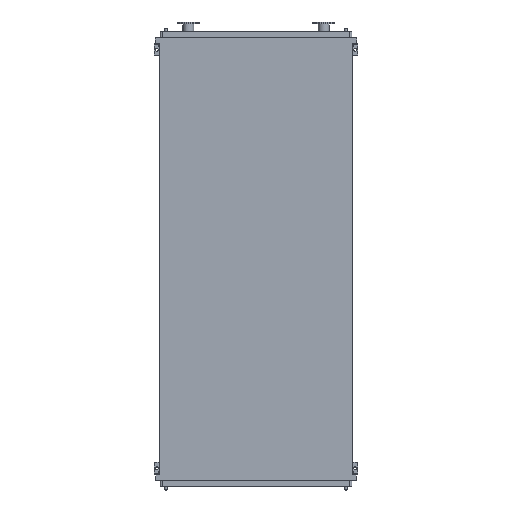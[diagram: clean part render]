
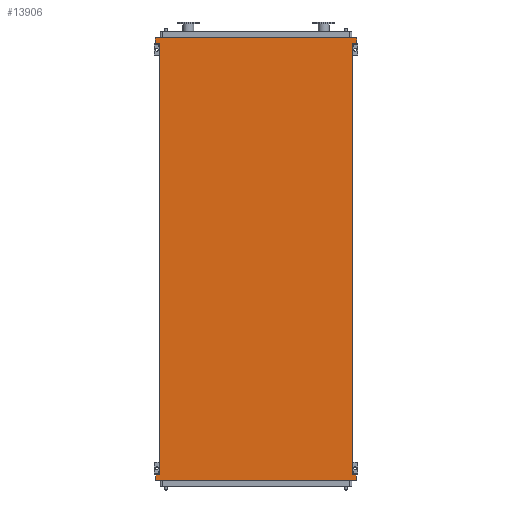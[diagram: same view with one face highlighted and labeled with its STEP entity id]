
A CAD part, front view. The second image highlights one B-rep face of the part: STEP entity #13906.
In plain terms, the highlighted planar face has unit normal (0, -1, 0).
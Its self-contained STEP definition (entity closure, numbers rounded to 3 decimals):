
#7 = DIRECTION ( 'NONE',  ( -1., 0., 0. ) ) ;
#218 = VERTEX_POINT ( 'NONE', #7564 ) ;
#611 = EDGE_CURVE ( 'NONE', #7877, #218, #16306, .T. ) ;
#852 = VERTEX_POINT ( 'NONE', #18182 ) ;
#899 = VERTEX_POINT ( 'NONE', #16837 ) ;
#1069 = EDGE_CURVE ( 'NONE', #15860, #899, #6789, .T. ) ;
#1452 = LINE ( 'NONE', #11735, #17306 ) ;
#1463 = DIRECTION ( 'NONE',  ( -0.655, 0., 0.755 ) ) ;
#1512 = CARTESIAN_POINT ( 'NONE',  ( 965., 0., -4250. ) ) ;
#1672 = LINE ( 'NONE', #19106, #16596 ) ;
#1734 = VECTOR ( 'NONE', #11829, 1000. ) ;
#1776 = VECTOR ( 'NONE', #10305, 1000. ) ;
#1996 = ORIENTED_EDGE ( 'NONE', *, *, #3422, .F. ) ;
#2001 = ORIENTED_EDGE ( 'NONE', *, *, #5711, .F. ) ;
#2200 = DIRECTION ( 'NONE',  ( 0.655, 0., 0.755 ) ) ;
#2307 = CARTESIAN_POINT ( 'NONE',  ( -1011., 0., 53. ) ) ;
#2462 = VERTEX_POINT ( 'NONE', #15282 ) ;
#2716 = DIRECTION ( 'NONE',  ( 0., 0., -1. ) ) ;
#2986 = LINE ( 'NONE', #18878, #14411 ) ;
#2991 = CARTESIAN_POINT ( 'NONE',  ( -965., 0., 0. ) ) ;
#3151 = CARTESIAN_POINT ( 'NONE',  ( -965., 0., -4250. ) ) ;
#3322 = DIRECTION ( 'NONE',  ( 0., -1., 0. ) ) ;
#3422 = EDGE_CURVE ( 'NONE', #17393, #7951, #12145, .T. ) ;
#3487 = ORIENTED_EDGE ( 'NONE', *, *, #17121, .F. ) ;
#3529 = ORIENTED_EDGE ( 'NONE', *, *, #9088, .F. ) ;
#4059 = ORIENTED_EDGE ( 'NONE', *, *, #9943, .F. ) ;
#4220 = CARTESIAN_POINT ( 'NONE',  ( 1011., 0., -4303. ) ) ;
#4829 = PLANE ( 'NONE',  #17766 ) ;
#5656 = ORIENTED_EDGE ( 'NONE', *, *, #17884, .T. ) ;
#5711 = EDGE_CURVE ( 'NONE', #9531, #2462, #18016, .T. ) ;
#5747 = ORIENTED_EDGE ( 'NONE', *, *, #10378, .F. ) ;
#6227 = LINE ( 'NONE', #13347, #1734 ) ;
#6347 = CARTESIAN_POINT ( 'NONE',  ( -965., 0., -4250. ) ) ;
#6684 = CARTESIAN_POINT ( 'NONE',  ( -1011., 0., -4303. ) ) ;
#6735 = LINE ( 'NONE', #4220, #1776 ) ;
#6789 = LINE ( 'NONE', #8321, #14221 ) ;
#7132 = CARTESIAN_POINT ( 'NONE',  ( 965., 0., -4250. ) ) ;
#7471 = CARTESIAN_POINT ( 'NONE',  ( -1011., 0., 95. ) ) ;
#7564 = CARTESIAN_POINT ( 'NONE',  ( 1011., 0., -4303. ) ) ;
#7572 = VECTOR ( 'NONE', #2200, 1000. ) ;
#7877 = VERTEX_POINT ( 'NONE', #14563 ) ;
#7887 = DIRECTION ( 'NONE',  ( 0., 0., -1. ) ) ;
#7951 = VERTEX_POINT ( 'NONE', #11777 ) ;
#8063 = LINE ( 'NONE', #6684, #7572 ) ;
#8122 = VERTEX_POINT ( 'NONE', #3151 ) ;
#8321 = CARTESIAN_POINT ( 'NONE',  ( 1011., 0., 53. ) ) ;
#8596 = DIRECTION ( 'NONE',  ( 1., 0., 0. ) ) ;
#8823 = DIRECTION ( 'NONE',  ( 0., 0., 1. ) ) ;
#8923 = VERTEX_POINT ( 'NONE', #11359 ) ;
#8955 = VECTOR ( 'NONE', #17486, 1000. ) ;
#9088 = EDGE_CURVE ( 'NONE', #8923, #15860, #1452, .T. ) ;
#9099 = EDGE_LOOP ( 'NONE', ( #5656, #13650, #3529, #17481, #19101, #1996, #4059, #5747, #3487, #2001, #15140, #9461 ) ) ;
#9113 = VECTOR ( 'NONE', #11345, 1000. ) ;
#9461 = ORIENTED_EDGE ( 'NONE', *, *, #611, .F. ) ;
#9531 = VERTEX_POINT ( 'NONE', #10227 ) ;
#9557 = CARTESIAN_POINT ( 'NONE',  ( -965., 0., 0. ) ) ;
#9843 = DIRECTION ( 'NONE',  ( -0.655, 0., -0.755 ) ) ;
#9943 = EDGE_CURVE ( 'NONE', #8122, #17393, #1672, .T. ) ;
#10227 = CARTESIAN_POINT ( 'NONE',  ( 1011., 0., -4345. ) ) ;
#10305 = DIRECTION ( 'NONE',  ( 0., 0., -1. ) ) ;
#10378 = EDGE_CURVE ( 'NONE', #852, #8122, #8063, .T. ) ;
#10584 = DIRECTION ( 'NONE',  ( 0., 0., 1. ) ) ;
#11345 = DIRECTION ( 'NONE',  ( 0., 0., 1. ) ) ;
#11359 = CARTESIAN_POINT ( 'NONE',  ( 1011., 0., 95. ) ) ;
#11735 = CARTESIAN_POINT ( 'NONE',  ( 1011., 0., 95. ) ) ;
#11777 = CARTESIAN_POINT ( 'NONE',  ( -1011., 0., 53. ) ) ;
#11829 = DIRECTION ( 'NONE',  ( 0., 0., 1. ) ) ;
#11986 = VERTEX_POINT ( 'NONE', #7471 ) ;
#12145 = LINE ( 'NONE', #2991, #18994 ) ;
#12155 = FACE_OUTER_BOUND ( 'NONE', #9099, .T. ) ;
#12810 = CARTESIAN_POINT ( 'NONE',  ( 1011., 0., 53. ) ) ;
#13030 = LINE ( 'NONE', #2307, #9113 ) ;
#13347 = CARTESIAN_POINT ( 'NONE',  ( -1011., 0., -4345. ) ) ;
#13529 = CARTESIAN_POINT ( 'NONE',  ( 1011., 0., -4345. ) ) ;
#13650 = ORIENTED_EDGE ( 'NONE', *, *, #1069, .F. ) ;
#13705 = EDGE_CURVE ( 'NONE', #11986, #8923, #2986, .T. ) ;
#13906 = ADVANCED_FACE ( 'NONE', ( #12155 ), #4829, .T. ) ;
#14221 = VECTOR ( 'NONE', #9843, 1000. ) ;
#14411 = VECTOR ( 'NONE', #8596, 1000. ) ;
#14556 = EDGE_CURVE ( 'NONE', #218, #9531, #6735, .T. ) ;
#14563 = CARTESIAN_POINT ( 'NONE',  ( 965., 0., -4250. ) ) ;
#14795 = VECTOR ( 'NONE', #10584, 1000. ) ;
#15140 = ORIENTED_EDGE ( 'NONE', *, *, #14556, .F. ) ;
#15256 = LINE ( 'NONE', #1512, #14795 ) ;
#15282 = CARTESIAN_POINT ( 'NONE',  ( -1011., 0., -4345. ) ) ;
#15860 = VERTEX_POINT ( 'NONE', #12810 ) ;
#15863 = EDGE_CURVE ( 'NONE', #7951, #11986, #13030, .T. ) ;
#16306 = LINE ( 'NONE', #7132, #8955 ) ;
#16596 = VECTOR ( 'NONE', #8823, 1000. ) ;
#16635 = VECTOR ( 'NONE', #7, 1000. ) ;
#16837 = CARTESIAN_POINT ( 'NONE',  ( 965., 0., 0. ) ) ;
#17121 = EDGE_CURVE ( 'NONE', #2462, #852, #6227, .T. ) ;
#17306 = VECTOR ( 'NONE', #2716, 1000. ) ;
#17393 = VERTEX_POINT ( 'NONE', #9557 ) ;
#17481 = ORIENTED_EDGE ( 'NONE', *, *, #13705, .F. ) ;
#17486 = DIRECTION ( 'NONE',  ( 0.655, 0., -0.755 ) ) ;
#17766 = AXIS2_PLACEMENT_3D ( 'NONE', #6347, #3322, #7887 ) ;
#17884 = EDGE_CURVE ( 'NONE', #7877, #899, #15256, .T. ) ;
#18016 = LINE ( 'NONE', #13529, #16635 ) ;
#18182 = CARTESIAN_POINT ( 'NONE',  ( -1011., 0., -4303. ) ) ;
#18878 = CARTESIAN_POINT ( 'NONE',  ( -1011., 0., 95. ) ) ;
#18994 = VECTOR ( 'NONE', #1463, 1000. ) ;
#19101 = ORIENTED_EDGE ( 'NONE', *, *, #15863, .F. ) ;
#19106 = CARTESIAN_POINT ( 'NONE',  ( -965., 0., -4250. ) ) ;
